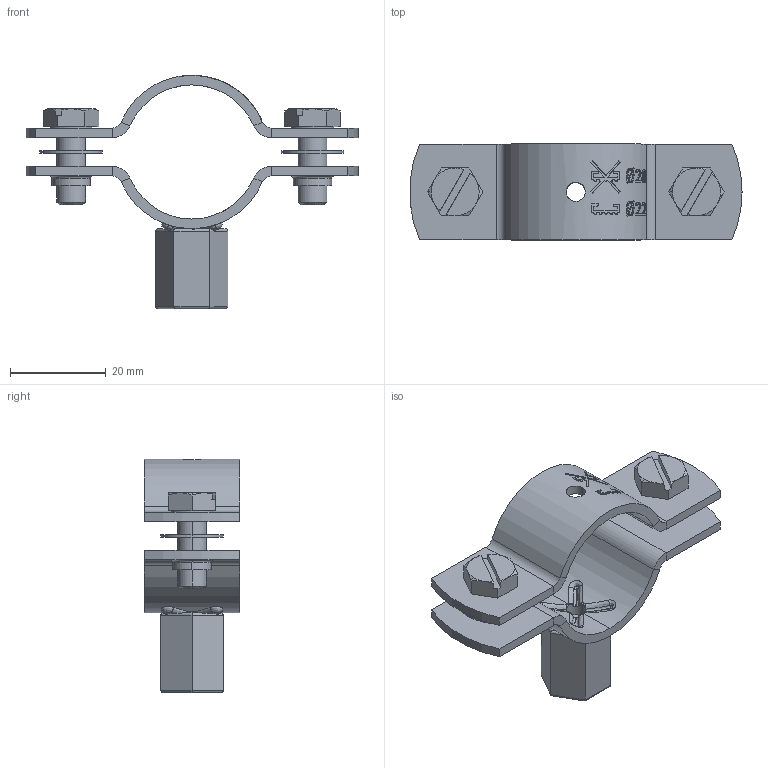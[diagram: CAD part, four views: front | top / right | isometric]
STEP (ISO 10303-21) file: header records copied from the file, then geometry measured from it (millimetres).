
FILE_DESCRIPTION (( 'STEP AP214' ), '1' );
FILE_NAME ('30179028.STEP', '2022-10-27T06:45:32', ( '' ), ( '' ), 'SwSTEP 2.0', 'SolidWorks 2021', '' );
FILE_SCHEMA (( 'AUTOMOTIVE_DESIGN' ));
Length unit declared in the file: millimetre
Products named in the file (7): 9519002599; 9735013060; Clamp^8110130028; 30179028; 9541506016; 8020130028; 8110130028
Assembly tree (8 placements, depth 3):
  30179028
    8110130028
      Clamp^8110130028
      9519002599
    8020130028
    9541506016  x2
    9735013060  x2
Bounding box: 69.27 x 20 x 48.7 mm (x, y, z)
Volume: 9167.9 mm3; surface area: 10036.6 mm2
Topology: 7 solids, 7 shells, 479 faces, 1240 edges, 792 vertices
Faces by surface type: bspline 186, plane 143, cylinder 108, cone 30, torus 12
Entity records: 27032 total; most frequent: CARTESIAN_POINT 17861, ORIENTED_EDGE 2226, DIRECTION 1198, EDGE_CURVE 1113, VERTEX_POINT 711, B_SPLINE_CURVE_WITH_KNOTS 614, AXIS2_PLACEMENT_3D 458, EDGE_LOOP 458
